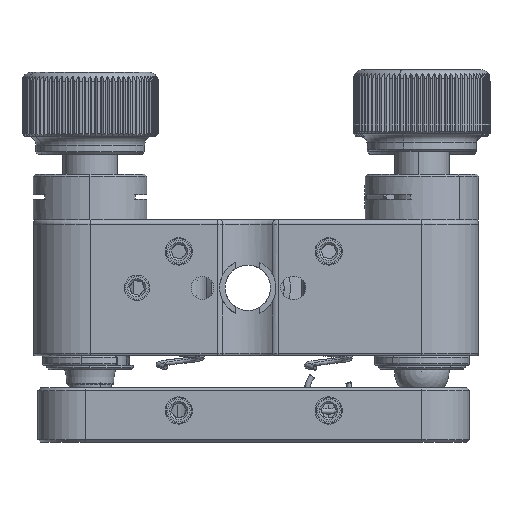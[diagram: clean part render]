
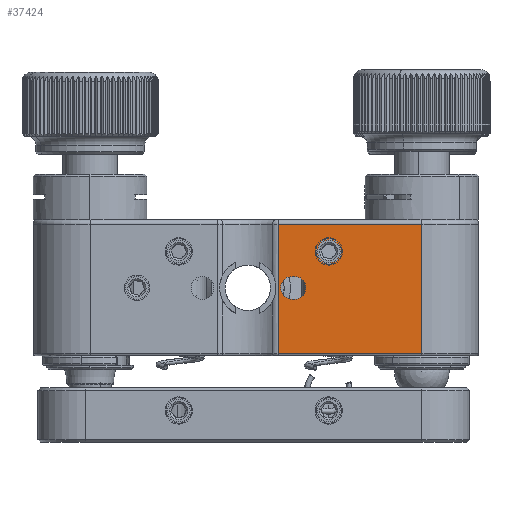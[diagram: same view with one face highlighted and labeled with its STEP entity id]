
A CAD part, front view. The second image highlights one B-rep face of the part: STEP entity #37424.
In plain terms, the highlighted planar face has unit normal (0, -1, 0).
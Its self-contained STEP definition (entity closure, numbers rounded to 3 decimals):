
#249 = CARTESIAN_POINT ( 'NONE',  ( 5.475, -24.5, 0. ) ) ;
#928 = LINE ( 'NONE', #51045, #51836 ) ;
#1124 = CARTESIAN_POINT ( 'NONE',  ( 18.25, -24.5, 7.5 ) ) ;
#1378 = CARTESIAN_POINT ( 'NONE',  ( 3.975, -24.5, 0. ) ) ;
#1683 = DIRECTION ( 'NONE',  ( 0., 0., 1. ) ) ;
#1772 = CARTESIAN_POINT ( 'NONE',  ( 4.225, -24.5, -1.25 ) ) ;
#2152 = DIRECTION ( 'NONE',  ( 0., 1., 0. ) ) ;
#2915 = CARTESIAN_POINT ( 'NONE',  ( 2.476, -24.5, -7.2 ) ) ;
#3298 = CARTESIAN_POINT ( 'NONE',  ( -24.5, -24.5, -7.2 ) ) ;
#3785 = VERTEX_POINT ( 'NONE', #22170 ) ;
#5228 = LINE ( 'NONE', #1124, #34144 ) ;
#7753 = DIRECTION ( 'NONE',  ( 0., 0., 1. ) ) ;
#8216 = VERTEX_POINT ( 'NONE', #19624 ) ;
#8727 = DIRECTION ( 'NONE',  ( 0., 1., 0. ) ) ;
#8896 = VECTOR ( 'NONE', #50580, 1000. ) ;
#9122 = CARTESIAN_POINT ( 'NONE',  ( 3.975, -24.5, 1.25 ) ) ;
#9764 = CIRCLE ( 'NONE', #16698, 1.25 ) ;
#9844 = VERTEX_POINT ( 'NONE', #50581 ) ;
#9864 = EDGE_LOOP ( 'NONE', ( #11869, #15487, #14997, #46805, #29440 ) ) ;
#9887 = CARTESIAN_POINT ( 'NONE',  ( 8., -24.5, 5.25 ) ) ;
#10769 = PLANE ( 'NONE',  #11020 ) ;
#11020 = AXIS2_PLACEMENT_3D ( 'NONE', #27390, #45024, #7753 ) ;
#11775 = ORIENTED_EDGE ( 'NONE', *, *, #21522, .F. ) ;
#11869 = ORIENTED_EDGE ( 'NONE', *, *, #22870, .T. ) ;
#13012 = LINE ( 'NONE', #29098, #8896 ) ;
#13319 = EDGE_CURVE ( 'NONE', #45641, #3785, #21454, .T. ) ;
#13470 = VERTEX_POINT ( 'NONE', #2915 ) ;
#14340 = LINE ( 'NONE', #18685, #32467 ) ;
#14758 = ORIENTED_EDGE ( 'NONE', *, *, #43786, .T. ) ;
#14997 = ORIENTED_EDGE ( 'NONE', *, *, #15886, .T. ) ;
#15137 = CARTESIAN_POINT ( 'NONE',  ( 18.25, -24.5, 7. ) ) ;
#15335 = CIRCLE ( 'NONE', #45724, 1.25 ) ;
#15487 = ORIENTED_EDGE ( 'NONE', *, *, #21918, .T. ) ;
#15886 = EDGE_CURVE ( 'NONE', #9844, #49526, #9764, .T. ) ;
#16033 = CARTESIAN_POINT ( 'NONE',  ( 8., -24.5, 2.75 ) ) ;
#16075 = VECTOR ( 'NONE', #30446, 1000. ) ;
#16698 = AXIS2_PLACEMENT_3D ( 'NONE', #37683, #50238, #29568 ) ;
#17544 = DIRECTION ( 'NONE',  ( 0., 0., -1. ) ) ;
#18262 = DIRECTION ( 'NONE',  ( 0., 0., -1. ) ) ;
#18685 = CARTESIAN_POINT ( 'NONE',  ( 3.975, -24.5, -1.25 ) ) ;
#18698 = EDGE_CURVE ( 'NONE', #35367, #40643, #21842, .T. ) ;
#19257 = AXIS2_PLACEMENT_3D ( 'NONE', #46149, #29589, #25490 ) ;
#19413 = CARTESIAN_POINT ( 'NONE',  ( 3.975, -24.5, -1.25 ) ) ;
#19624 = CARTESIAN_POINT ( 'NONE',  ( 18.25, -24.5, -7.2 ) ) ;
#20465 = CIRCLE ( 'NONE', #24815, 1.25 ) ;
#20670 = VERTEX_POINT ( 'NONE', #1772 ) ;
#21454 = LINE ( 'NONE', #34225, #16075 ) ;
#21522 = EDGE_CURVE ( 'NONE', #40643, #35367, #49699, .T. ) ;
#21842 = CIRCLE ( 'NONE', #19257, 1.25 ) ;
#21918 = EDGE_CURVE ( 'NONE', #34221, #9844, #13012, .T. ) ;
#22170 = CARTESIAN_POINT ( 'NONE',  ( 2.476, -24.5, 7. ) ) ;
#22870 = EDGE_CURVE ( 'NONE', #37988, #34221, #20465, .T. ) ;
#24640 = ORIENTED_EDGE ( 'NONE', *, *, #50504, .T. ) ;
#24815 = AXIS2_PLACEMENT_3D ( 'NONE', #1378, #8727, #18262 ) ;
#25490 = DIRECTION ( 'NONE',  ( 0., 0., -1. ) ) ;
#26268 = AXIS2_PLACEMENT_3D ( 'NONE', #35116, #26972, #31064 ) ;
#26972 = DIRECTION ( 'NONE',  ( 0., -1., 0. ) ) ;
#27390 = CARTESIAN_POINT ( 'NONE',  ( -24.5, -24.5, 7.5 ) ) ;
#28823 = EDGE_CURVE ( 'NONE', #20670, #37988, #14340, .T. ) ;
#29098 = CARTESIAN_POINT ( 'NONE',  ( 3.975, -24.5, 1.25 ) ) ;
#29216 = VECTOR ( 'NONE', #48199, 1000. ) ;
#29440 = ORIENTED_EDGE ( 'NONE', *, *, #28823, .T. ) ;
#29568 = DIRECTION ( 'NONE',  ( 0., 0., -1. ) ) ;
#29589 = DIRECTION ( 'NONE',  ( 0., -1., 0. ) ) ;
#30446 = DIRECTION ( 'NONE',  ( -1., 0., 0. ) ) ;
#30826 = EDGE_LOOP ( 'NONE', ( #37619, #11775 ) ) ;
#31064 = DIRECTION ( 'NONE',  ( 0., 0., -1. ) ) ;
#31471 = FACE_OUTER_BOUND ( 'NONE', #46991, .T. ) ;
#31612 = LINE ( 'NONE', #3298, #29216 ) ;
#32467 = VECTOR ( 'NONE', #47811, 1000. ) ;
#34144 = VECTOR ( 'NONE', #1683, 1000. ) ;
#34221 = VERTEX_POINT ( 'NONE', #9122 ) ;
#34225 = CARTESIAN_POINT ( 'NONE',  ( 2.476, -24.5, 7. ) ) ;
#35116 = CARTESIAN_POINT ( 'NONE',  ( 8., -24.5, 4. ) ) ;
#35367 = VERTEX_POINT ( 'NONE', #16033 ) ;
#37424 = ADVANCED_FACE ( 'NONE', ( #52163, #31471, #48060 ), #10769, .F. ) ;
#37619 = ORIENTED_EDGE ( 'NONE', *, *, #18698, .F. ) ;
#37683 = CARTESIAN_POINT ( 'NONE',  ( 4.225, -24.5, 0. ) ) ;
#37988 = VERTEX_POINT ( 'NONE', #19413 ) ;
#40643 = VERTEX_POINT ( 'NONE', #9887 ) ;
#43786 = EDGE_CURVE ( 'NONE', #8216, #45641, #5228, .T. ) ;
#45024 = DIRECTION ( 'NONE',  ( 0., 1., 0. ) ) ;
#45641 = VERTEX_POINT ( 'NONE', #15137 ) ;
#45678 = ORIENTED_EDGE ( 'NONE', *, *, #13319, .T. ) ;
#45724 = AXIS2_PLACEMENT_3D ( 'NONE', #52505, #2152, #51699 ) ;
#46149 = CARTESIAN_POINT ( 'NONE',  ( 8., -24.5, 4. ) ) ;
#46805 = ORIENTED_EDGE ( 'NONE', *, *, #49810, .T. ) ;
#46991 = EDGE_LOOP ( 'NONE', ( #49031, #24640, #14758, #45678 ) ) ;
#47811 = DIRECTION ( 'NONE',  ( -1., 0., 0. ) ) ;
#48060 = FACE_BOUND ( 'NONE', #9864, .T. ) ;
#48199 = DIRECTION ( 'NONE',  ( 1., 0., 0. ) ) ;
#49031 = ORIENTED_EDGE ( 'NONE', *, *, #51620, .T. ) ;
#49526 = VERTEX_POINT ( 'NONE', #249 ) ;
#49699 = CIRCLE ( 'NONE', #26268, 1.25 ) ;
#49810 = EDGE_CURVE ( 'NONE', #49526, #20670, #15335, .T. ) ;
#50238 = DIRECTION ( 'NONE',  ( 0., 1., 0. ) ) ;
#50504 = EDGE_CURVE ( 'NONE', #13470, #8216, #31612, .T. ) ;
#50581 = CARTESIAN_POINT ( 'NONE',  ( 4.225, -24.5, 1.25 ) ) ;
#50580 = DIRECTION ( 'NONE',  ( 1., 0., 0. ) ) ;
#51045 = CARTESIAN_POINT ( 'NONE',  ( 2.476, -24.5, 7.5 ) ) ;
#51620 = EDGE_CURVE ( 'NONE', #3785, #13470, #928, .T. ) ;
#51699 = DIRECTION ( 'NONE',  ( 0., 0., -1. ) ) ;
#51836 = VECTOR ( 'NONE', #17544, 1000. ) ;
#52163 = FACE_BOUND ( 'NONE', #30826, .T. ) ;
#52505 = CARTESIAN_POINT ( 'NONE',  ( 4.225, -24.5, 0. ) ) ;
